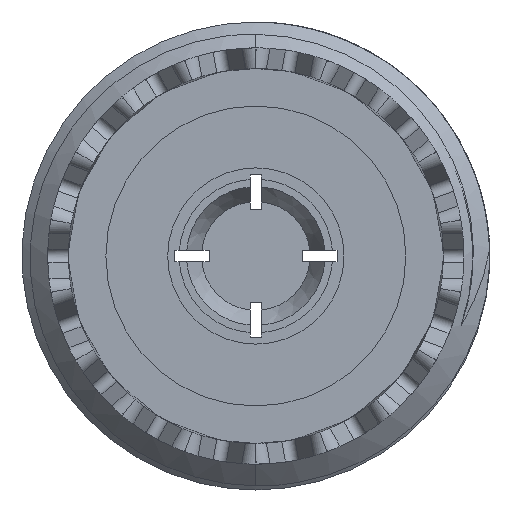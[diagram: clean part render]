
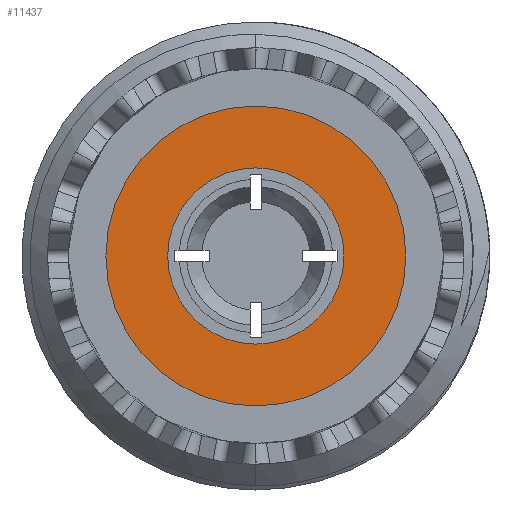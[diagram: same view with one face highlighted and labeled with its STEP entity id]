
A CAD part, left-side view. The second image highlights one B-rep face of the part: STEP entity #11437.
In plain terms, the highlighted planar face has unit normal (-1, 0, 0).
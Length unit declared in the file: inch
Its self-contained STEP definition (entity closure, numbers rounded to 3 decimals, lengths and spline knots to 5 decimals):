
#59 = ORIENTED_EDGE ( 'NONE', *, *, #9312, .T. ) ;
#74 = PLANE ( 'NONE',  #12651 ) ;
#848 = CIRCLE ( 'NONE', #1523, 0.11752 ) ;
#1118 = FACE_BOUND ( 'NONE', #12764, .T. ) ;
#1523 = AXIS2_PLACEMENT_3D ( 'NONE', #3926, #5120, #10355 ) ;
#2138 = DIRECTION ( 'NONE',  ( -1., 0., 0. ) ) ;
#2731 = CIRCLE ( 'NONE', #11224, 0.2 ) ;
#2770 = DIRECTION ( 'NONE',  ( -1., 0., 0. ) ) ;
#2791 = ORIENTED_EDGE ( 'NONE', *, *, #12347, .F. ) ;
#3297 = CARTESIAN_POINT ( 'NONE',  ( -0.50374, 0.2, 0. ) ) ;
#3926 = CARTESIAN_POINT ( 'NONE',  ( -0.50374, 0., 0. ) ) ;
#4260 = VERTEX_POINT ( 'NONE', #6159 ) ;
#4923 = VERTEX_POINT ( 'NONE', #8733 ) ;
#5120 = DIRECTION ( 'NONE',  ( -1., 0., 0. ) ) ;
#5611 = DIRECTION ( 'NONE',  ( 1., 0., 0. ) ) ;
#5941 = EDGE_CURVE ( 'NONE', #9408, #4923, #13805, .T. ) ;
#6129 = CIRCLE ( 'NONE', #8365, 0.11752 ) ;
#6159 = CARTESIAN_POINT ( 'NONE',  ( -0.50374, 0., -0.11752 ) ) ;
#6692 = AXIS2_PLACEMENT_3D ( 'NONE', #7616, #2138, #11794 ) ;
#6749 = ORIENTED_EDGE ( 'NONE', *, *, #7364, .F. ) ;
#7319 = CARTESIAN_POINT ( 'NONE',  ( -0.50374, 0., 0. ) ) ;
#7364 = EDGE_CURVE ( 'NONE', #4260, #11492, #6129, .T. ) ;
#7616 = CARTESIAN_POINT ( 'NONE',  ( -0.50374, 0., 0. ) ) ;
#8206 = CARTESIAN_POINT ( 'NONE',  ( -0.50374, 0., 0. ) ) ;
#8365 = AXIS2_PLACEMENT_3D ( 'NONE', #7319, #2770, #13595 ) ;
#8733 = CARTESIAN_POINT ( 'NONE',  ( -0.50374, 0., 0.2 ) ) ;
#8961 = DIRECTION ( 'NONE',  ( 0., 0., -1. ) ) ;
#9312 = EDGE_CURVE ( 'NONE', #4923, #9408, #2731, .T. ) ;
#9408 = VERTEX_POINT ( 'NONE', #9513 ) ;
#9513 = CARTESIAN_POINT ( 'NONE',  ( -0.50374, 0., -0.2 ) ) ;
#9662 = FACE_OUTER_BOUND ( 'NONE', #11631, .T. ) ;
#9683 = ORIENTED_EDGE ( 'NONE', *, *, #5941, .T. ) ;
#10355 = DIRECTION ( 'NONE',  ( 0., 0., 1. ) ) ;
#10617 = DIRECTION ( 'NONE',  ( 0., 0., 1. ) ) ;
#10915 = CARTESIAN_POINT ( 'NONE',  ( -0.50374, 0., 0.11752 ) ) ;
#11224 = AXIS2_PLACEMENT_3D ( 'NONE', #8206, #13437, #10617 ) ;
#11437 = ADVANCED_FACE ( 'NONE', ( #1118, #9662 ), #74, .F. ) ;
#11492 = VERTEX_POINT ( 'NONE', #10915 ) ;
#11631 = EDGE_LOOP ( 'NONE', ( #59, #9683 ) ) ;
#11794 = DIRECTION ( 'NONE',  ( 0., 0., 1. ) ) ;
#12347 = EDGE_CURVE ( 'NONE', #11492, #4260, #848, .T. ) ;
#12651 = AXIS2_PLACEMENT_3D ( 'NONE', #3297, #5611, #8961 ) ;
#12764 = EDGE_LOOP ( 'NONE', ( #2791, #6749 ) ) ;
#13437 = DIRECTION ( 'NONE',  ( -1., 0., 0. ) ) ;
#13595 = DIRECTION ( 'NONE',  ( 0., 0., 1. ) ) ;
#13805 = CIRCLE ( 'NONE', #6692, 0.2 ) ;
